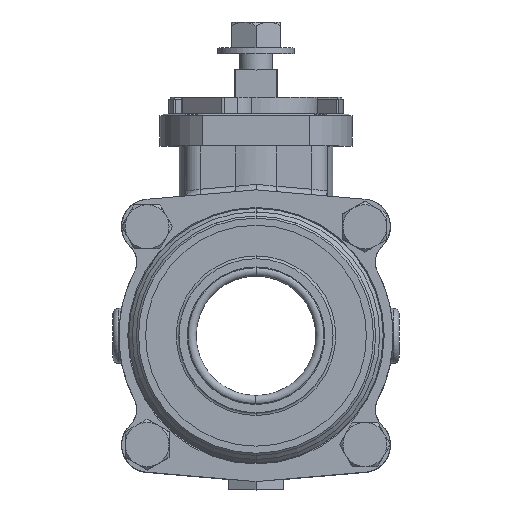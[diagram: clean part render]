
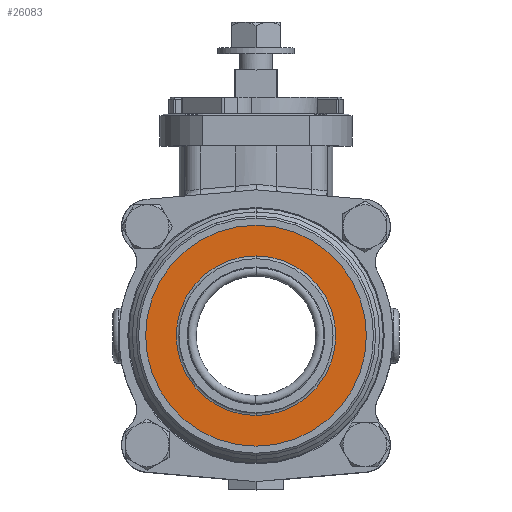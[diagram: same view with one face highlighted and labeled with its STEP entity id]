
A CAD part, top view. The second image highlights one B-rep face of the part: STEP entity #26083.
In plain terms, the highlighted planar face has unit normal (0, 0, 1).
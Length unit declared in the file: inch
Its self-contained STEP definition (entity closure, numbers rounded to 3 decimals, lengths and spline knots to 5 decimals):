
#8996=CARTESIAN_POINT('',(0.,0.,1.108));
#8997=DIRECTION('',(0.,0.,1.));
#8998=DIRECTION('',(0.,-1.,0.));
#8999=AXIS2_PLACEMENT_3D('',#8996,#8997,#8998);
#9001=CARTESIAN_POINT('',(0.,0.,1.108));
#9002=DIRECTION('',(0.,0.,-1.));
#9003=DIRECTION('',(0.,-1.,0.));
#9004=AXIS2_PLACEMENT_3D('',#9001,#9002,#9003);
#9006=CARTESIAN_POINT('',(0.,0.,1.108));
#9007=DIRECTION('',(0.,0.,-1.));
#9008=DIRECTION('',(0.,-1.,0.));
#9009=AXIS2_PLACEMENT_3D('',#9006,#9007,#9008);
#9021=CARTESIAN_POINT('',(0.,0.,1.108));
#9022=DIRECTION('',(0.,0.,1.));
#9023=DIRECTION('',(0.,-1.,0.));
#9024=AXIS2_PLACEMENT_3D('',#9021,#9022,#9023);
#13807=CARTESIAN_POINT('',(0.,-1.2545,1.108));
#13809=VERTEX_POINT('',#13807);
#13810=CARTESIAN_POINT('',(0.,-0.906,1.108));
#13812=VERTEX_POINT('',#13810);
#13845=CARTESIAN_POINT('',(0.,1.2545,1.108));
#13847=VERTEX_POINT('',#13845);
#13848=CARTESIAN_POINT('',(0.,0.906,1.108));
#13850=VERTEX_POINT('',#13848);
#26068=CARTESIAN_POINT('',(0.,0.,1.108));
#26069=DIRECTION('',(0.,0.,-1.));
#26070=DIRECTION('',(0.,1.,0.));
#26071=AXIS2_PLACEMENT_3D('',#26068,#26069,#26070);
#26072=PLANE('',#26071);
#26073=ORIENTED_EDGE('',*,*,#26061,.F.);
#26074=ORIENTED_EDGE('',*,*,#26050,.T.);
#26075=EDGE_LOOP('',(#26073,#26074));
#26076=FACE_OUTER_BOUND('',#26075,.F.);
#26078=ORIENTED_EDGE('',*,*,#26077,.F.);
#26080=ORIENTED_EDGE('',*,*,#26079,.T.);
#26081=EDGE_LOOP('',(#26078,#26080));
#26082=FACE_BOUND('',#26081,.F.);
#9000=CIRCLE('',#8999,1.2545);
#9005=CIRCLE('',#9004,1.2545);
#9010=CIRCLE('',#9009,0.906);
#9025=CIRCLE('',#9024,0.906);
#26050=EDGE_CURVE('',#13809,#13847,#9005,.T.);
#26061=EDGE_CURVE('',#13809,#13847,#9000,.T.);
#26077=EDGE_CURVE('',#13812,#13850,#9010,.T.);
#26079=EDGE_CURVE('',#13812,#13850,#9025,.T.);
#26083=ADVANCED_FACE('',(#26076,#26082),#26072,.F.);
